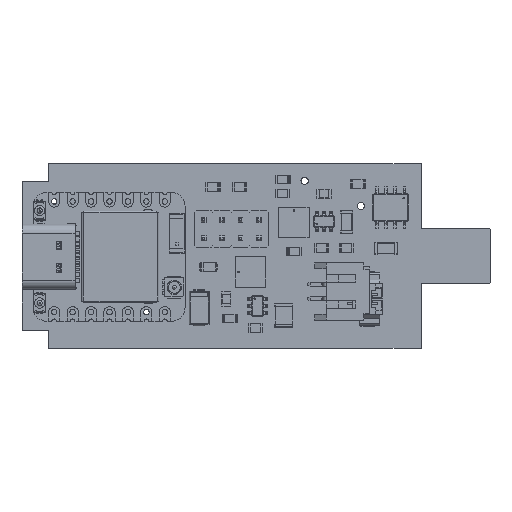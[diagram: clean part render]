
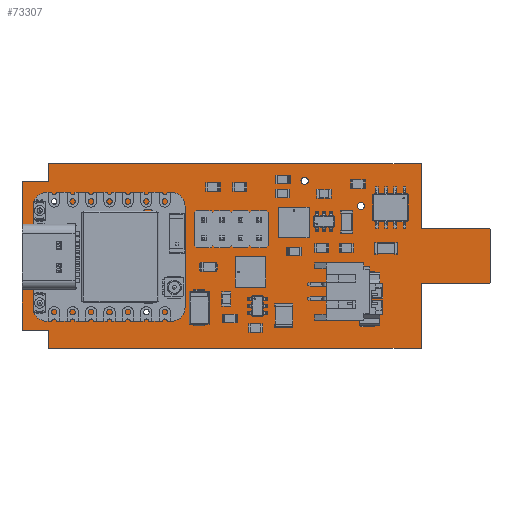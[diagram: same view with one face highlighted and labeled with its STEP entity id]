
A CAD part, top view. The second image highlights one B-rep face of the part: STEP entity #73307.
In plain terms, the highlighted planar face has unit normal (0, 0, 1).
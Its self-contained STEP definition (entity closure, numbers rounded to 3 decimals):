
#72972 = VERTEX_POINT('',#72973);
#72973 = CARTESIAN_POINT('',(124.825,-67.45,0.91));
#72979 = EDGE_CURVE('',#72972,#72980,#72982,.T.);
#72980 = VERTEX_POINT('',#72981);
#72981 = CARTESIAN_POINT('',(134.225,-67.45,0.91));
#72982 = LINE('',#72983,#72984);
#72983 = CARTESIAN_POINT('',(124.825,-67.45,0.91));
#72984 = VECTOR('',#72985,1.);
#72985 = DIRECTION('',(1.,0.,0.));
#73012 = VERTEX_POINT('',#73013);
#73013 = CARTESIAN_POINT('',(124.825,-58.55,0.91));
#73019 = EDGE_CURVE('',#73012,#72972,#73020,.T.);
#73020 = LINE('',#73021,#73022);
#73021 = CARTESIAN_POINT('',(124.825,-58.55,0.91));
#73022 = VECTOR('',#73023,1.);
#73023 = DIRECTION('',(0.,-1.,0.));
#73041 = EDGE_CURVE('',#72980,#73042,#73044,.T.);
#73042 = VERTEX_POINT('',#73043);
#73043 = CARTESIAN_POINT('',(134.325,-67.55,0.91));
#73044 = LINE('',#73045,#73046);
#73045 = CARTESIAN_POINT('',(134.225,-67.45,0.91));
#73046 = VECTOR('',#73047,1.);
#73047 = DIRECTION('',(0.707,-0.707,0.));
#73307 = ADVANCED_FACE('',(#73308,#73399,#73410,#73421,#73432,#73443,
    #73454,#73465,#73476,#73487,#73498,#73509,#73520,#73531),#73542,.T.
  );
#73308 = FACE_BOUND('',#73309,.T.);
#73309 = EDGE_LOOP('',(#73310,#73311,#73312,#73320,#73328,#73336,#73344,
    #73352,#73360,#73368,#73376,#73384,#73392,#73398));
#73310 = ORIENTED_EDGE('',*,*,#72979,.F.);
#73311 = ORIENTED_EDGE('',*,*,#73019,.F.);
#73312 = ORIENTED_EDGE('',*,*,#73313,.F.);
#73313 = EDGE_CURVE('',#73314,#73012,#73316,.T.);
#73314 = VERTEX_POINT('',#73315);
#73315 = CARTESIAN_POINT('',(73.425,-58.55,0.91));
#73316 = LINE('',#73317,#73318);
#73317 = CARTESIAN_POINT('',(73.425,-58.55,0.91));
#73318 = VECTOR('',#73319,1.);
#73319 = DIRECTION('',(1.,0.,0.));
#73320 = ORIENTED_EDGE('',*,*,#73321,.F.);
#73321 = EDGE_CURVE('',#73322,#73314,#73324,.T.);
#73322 = VERTEX_POINT('',#73323);
#73323 = CARTESIAN_POINT('',(73.425,-61.05,0.91));
#73324 = LINE('',#73325,#73326);
#73325 = CARTESIAN_POINT('',(73.425,-61.05,0.91));
#73326 = VECTOR('',#73327,1.);
#73327 = DIRECTION('',(0.,1.,0.));
#73328 = ORIENTED_EDGE('',*,*,#73329,.F.);
#73329 = EDGE_CURVE('',#73330,#73322,#73332,.T.);
#73330 = VERTEX_POINT('',#73331);
#73331 = CARTESIAN_POINT('',(69.825,-61.05,0.91));
#73332 = LINE('',#73333,#73334);
#73333 = CARTESIAN_POINT('',(69.825,-61.05,0.91));
#73334 = VECTOR('',#73335,1.);
#73335 = DIRECTION('',(1.,0.,0.));
#73336 = ORIENTED_EDGE('',*,*,#73337,.F.);
#73337 = EDGE_CURVE('',#73338,#73330,#73340,.T.);
#73338 = VERTEX_POINT('',#73339);
#73339 = CARTESIAN_POINT('',(69.825,-81.45,0.91));
#73340 = LINE('',#73341,#73342);
#73341 = CARTESIAN_POINT('',(69.825,-81.45,0.91));
#73342 = VECTOR('',#73343,1.);
#73343 = DIRECTION('',(0.,1.,0.));
#73344 = ORIENTED_EDGE('',*,*,#73345,.F.);
#73345 = EDGE_CURVE('',#73346,#73338,#73348,.T.);
#73346 = VERTEX_POINT('',#73347);
#73347 = CARTESIAN_POINT('',(73.425,-81.45,0.91));
#73348 = LINE('',#73349,#73350);
#73349 = CARTESIAN_POINT('',(73.425,-81.45,0.91));
#73350 = VECTOR('',#73351,1.);
#73351 = DIRECTION('',(-1.,0.,0.));
#73352 = ORIENTED_EDGE('',*,*,#73353,.F.);
#73353 = EDGE_CURVE('',#73354,#73346,#73356,.T.);
#73354 = VERTEX_POINT('',#73355);
#73355 = CARTESIAN_POINT('',(73.425,-83.95,0.91));
#73356 = LINE('',#73357,#73358);
#73357 = CARTESIAN_POINT('',(73.425,-83.95,0.91));
#73358 = VECTOR('',#73359,1.);
#73359 = DIRECTION('',(0.,1.,0.));
#73360 = ORIENTED_EDGE('',*,*,#73361,.F.);
#73361 = EDGE_CURVE('',#73362,#73354,#73364,.T.);
#73362 = VERTEX_POINT('',#73363);
#73363 = CARTESIAN_POINT('',(124.825,-83.95,0.91));
#73364 = LINE('',#73365,#73366);
#73365 = CARTESIAN_POINT('',(124.825,-83.95,0.91));
#73366 = VECTOR('',#73367,1.);
#73367 = DIRECTION('',(-1.,0.,0.));
#73368 = ORIENTED_EDGE('',*,*,#73369,.F.);
#73369 = EDGE_CURVE('',#73370,#73362,#73372,.T.);
#73370 = VERTEX_POINT('',#73371);
#73371 = CARTESIAN_POINT('',(124.825,-75.05,0.91));
#73372 = LINE('',#73373,#73374);
#73373 = CARTESIAN_POINT('',(124.825,-75.05,0.91));
#73374 = VECTOR('',#73375,1.);
#73375 = DIRECTION('',(0.,-1.,0.));
#73376 = ORIENTED_EDGE('',*,*,#73377,.F.);
#73377 = EDGE_CURVE('',#73378,#73370,#73380,.T.);
#73378 = VERTEX_POINT('',#73379);
#73379 = CARTESIAN_POINT('',(134.225,-75.05,0.91));
#73380 = LINE('',#73381,#73382);
#73381 = CARTESIAN_POINT('',(134.225,-75.05,0.91));
#73382 = VECTOR('',#73383,1.);
#73383 = DIRECTION('',(-1.,0.,0.));
#73384 = ORIENTED_EDGE('',*,*,#73385,.F.);
#73385 = EDGE_CURVE('',#73386,#73378,#73388,.T.);
#73386 = VERTEX_POINT('',#73387);
#73387 = CARTESIAN_POINT('',(134.325,-74.95,0.91));
#73388 = LINE('',#73389,#73390);
#73389 = CARTESIAN_POINT('',(134.325,-74.95,0.91));
#73390 = VECTOR('',#73391,1.);
#73391 = DIRECTION('',(-0.707,-0.707,0.));
#73392 = ORIENTED_EDGE('',*,*,#73393,.F.);
#73393 = EDGE_CURVE('',#73042,#73386,#73394,.T.);
#73394 = LINE('',#73395,#73396);
#73395 = CARTESIAN_POINT('',(134.325,-67.55,0.91));
#73396 = VECTOR('',#73397,1.);
#73397 = DIRECTION('',(0.,-1.,0.));
#73398 = ORIENTED_EDGE('',*,*,#73041,.F.);
#73399 = FACE_BOUND('',#73400,.T.);
#73400 = EDGE_LOOP('',(#73401));
#73401 = ORIENTED_EDGE('',*,*,#73402,.T.);
#73402 = EDGE_CURVE('',#73403,#73403,#73405,.T.);
#73403 = VERTEX_POINT('',#73404);
#73404 = CARTESIAN_POINT('',(86.983,-79.32,0.91));
#73405 = CIRCLE('',#73406,0.5);
#73406 = AXIS2_PLACEMENT_3D('',#73407,#73408,#73409);
#73407 = CARTESIAN_POINT('',(86.983,-78.82,0.91));
#73408 = DIRECTION('',(-0.,0.,-1.));
#73409 = DIRECTION('',(-0.,-1.,0.));
#73410 = FACE_BOUND('',#73411,.T.);
#73411 = EDGE_LOOP('',(#73412));
#73412 = ORIENTED_EDGE('',*,*,#73413,.T.);
#73413 = EDGE_CURVE('',#73414,#73414,#73416,.T.);
#73414 = VERTEX_POINT('',#73415);
#73415 = CARTESIAN_POINT('',(94.865,-69.315,0.91));
#73416 = CIRCLE('',#73417,0.5);
#73417 = AXIS2_PLACEMENT_3D('',#73418,#73419,#73420);
#73418 = CARTESIAN_POINT('',(94.865,-68.815,0.91));
#73419 = DIRECTION('',(-0.,0.,-1.));
#73420 = DIRECTION('',(-0.,-1.,0.));
#73421 = FACE_BOUND('',#73422,.T.);
#73422 = EDGE_LOOP('',(#73423));
#73423 = ORIENTED_EDGE('',*,*,#73424,.T.);
#73424 = EDGE_CURVE('',#73425,#73425,#73427,.T.);
#73425 = VERTEX_POINT('',#73426);
#73426 = CARTESIAN_POINT('',(97.405,-69.315,0.91));
#73427 = CIRCLE('',#73428,0.5);
#73428 = AXIS2_PLACEMENT_3D('',#73429,#73430,#73431);
#73429 = CARTESIAN_POINT('',(97.405,-68.815,0.91));
#73430 = DIRECTION('',(-0.,0.,-1.));
#73431 = DIRECTION('',(-0.,-1.,0.));
#73432 = FACE_BOUND('',#73433,.T.);
#73433 = EDGE_LOOP('',(#73434));
#73434 = ORIENTED_EDGE('',*,*,#73435,.T.);
#73435 = EDGE_CURVE('',#73436,#73436,#73438,.T.);
#73436 = VERTEX_POINT('',#73437);
#73437 = CARTESIAN_POINT('',(94.865,-66.775,0.91));
#73438 = CIRCLE('',#73439,0.5);
#73439 = AXIS2_PLACEMENT_3D('',#73440,#73441,#73442);
#73440 = CARTESIAN_POINT('',(94.865,-66.275,0.91));
#73441 = DIRECTION('',(-0.,0.,-1.));
#73442 = DIRECTION('',(-0.,-1.,0.));
#73443 = FACE_BOUND('',#73444,.T.);
#73444 = EDGE_LOOP('',(#73445));
#73445 = ORIENTED_EDGE('',*,*,#73446,.T.);
#73446 = EDGE_CURVE('',#73447,#73447,#73449,.T.);
#73447 = VERTEX_POINT('',#73448);
#73448 = CARTESIAN_POINT('',(97.405,-66.775,0.91));
#73449 = CIRCLE('',#73450,0.5);
#73450 = AXIS2_PLACEMENT_3D('',#73451,#73452,#73453);
#73451 = CARTESIAN_POINT('',(97.405,-66.275,0.91));
#73452 = DIRECTION('',(-0.,0.,-1.));
#73453 = DIRECTION('',(-0.,-1.,0.));
#73454 = FACE_BOUND('',#73455,.T.);
#73455 = EDGE_LOOP('',(#73456));
#73456 = ORIENTED_EDGE('',*,*,#73457,.T.);
#73457 = EDGE_CURVE('',#73458,#73458,#73460,.T.);
#73458 = VERTEX_POINT('',#73459);
#73459 = CARTESIAN_POINT('',(74.283,-64.07,0.91));
#73460 = CIRCLE('',#73461,0.5);
#73461 = AXIS2_PLACEMENT_3D('',#73462,#73463,#73464);
#73462 = CARTESIAN_POINT('',(74.283,-63.57,0.91));
#73463 = DIRECTION('',(-0.,0.,-1.));
#73464 = DIRECTION('',(-0.,-1.,0.));
#73465 = FACE_BOUND('',#73466,.T.);
#73466 = EDGE_LOOP('',(#73467));
#73467 = ORIENTED_EDGE('',*,*,#73468,.T.);
#73468 = EDGE_CURVE('',#73469,#73469,#73471,.T.);
#73469 = VERTEX_POINT('',#73470);
#73470 = CARTESIAN_POINT('',(99.945,-69.315,0.91));
#73471 = CIRCLE('',#73472,0.5);
#73472 = AXIS2_PLACEMENT_3D('',#73473,#73474,#73475);
#73473 = CARTESIAN_POINT('',(99.945,-68.815,0.91));
#73474 = DIRECTION('',(-0.,0.,-1.));
#73475 = DIRECTION('',(-0.,-1.,0.));
#73476 = FACE_BOUND('',#73477,.T.);
#73477 = EDGE_LOOP('',(#73478));
#73478 = ORIENTED_EDGE('',*,*,#73479,.T.);
#73479 = EDGE_CURVE('',#73480,#73480,#73482,.T.);
#73480 = VERTEX_POINT('',#73481);
#73481 = CARTESIAN_POINT('',(102.485,-69.315,0.91));
#73482 = CIRCLE('',#73483,0.5);
#73483 = AXIS2_PLACEMENT_3D('',#73484,#73485,#73486);
#73484 = CARTESIAN_POINT('',(102.485,-68.815,0.91));
#73485 = DIRECTION('',(-0.,0.,-1.));
#73486 = DIRECTION('',(-0.,-1.,0.));
#73487 = FACE_BOUND('',#73488,.T.);
#73488 = EDGE_LOOP('',(#73489));
#73489 = ORIENTED_EDGE('',*,*,#73490,.T.);
#73490 = EDGE_CURVE('',#73491,#73491,#73493,.T.);
#73491 = VERTEX_POINT('',#73492);
#73492 = CARTESIAN_POINT('',(99.945,-66.775,0.91));
#73493 = CIRCLE('',#73494,0.5);
#73494 = AXIS2_PLACEMENT_3D('',#73495,#73496,#73497);
#73495 = CARTESIAN_POINT('',(99.945,-66.275,0.91));
#73496 = DIRECTION('',(-0.,0.,-1.));
#73497 = DIRECTION('',(-0.,-1.,0.));
#73498 = FACE_BOUND('',#73499,.T.);
#73499 = EDGE_LOOP('',(#73500));
#73500 = ORIENTED_EDGE('',*,*,#73501,.T.);
#73501 = EDGE_CURVE('',#73502,#73502,#73504,.T.);
#73502 = VERTEX_POINT('',#73503);
#73503 = CARTESIAN_POINT('',(102.485,-66.775,0.91));
#73504 = CIRCLE('',#73505,0.5);
#73505 = AXIS2_PLACEMENT_3D('',#73506,#73507,#73508);
#73506 = CARTESIAN_POINT('',(102.485,-66.275,0.91));
#73507 = DIRECTION('',(-0.,0.,-1.));
#73508 = DIRECTION('',(-0.,-1.,0.));
#73509 = FACE_BOUND('',#73510,.T.);
#73510 = EDGE_LOOP('',(#73511));
#73511 = ORIENTED_EDGE('',*,*,#73512,.T.);
#73512 = EDGE_CURVE('',#73513,#73513,#73515,.T.);
#73513 = VERTEX_POINT('',#73514);
#73514 = CARTESIAN_POINT('',(108.775,-61.39,0.91));
#73515 = CIRCLE('',#73516,0.5);
#73516 = AXIS2_PLACEMENT_3D('',#73517,#73518,#73519);
#73517 = CARTESIAN_POINT('',(108.775,-60.89,0.91));
#73518 = DIRECTION('',(-0.,0.,-1.));
#73519 = DIRECTION('',(-0.,-1.,0.));
#73520 = FACE_BOUND('',#73521,.T.);
#73521 = EDGE_LOOP('',(#73522));
#73522 = ORIENTED_EDGE('',*,*,#73523,.T.);
#73523 = EDGE_CURVE('',#73524,#73524,#73526,.T.);
#73524 = VERTEX_POINT('',#73525);
#73525 = CARTESIAN_POINT('',(116.525,-64.86,0.91));
#73526 = CIRCLE('',#73527,0.5);
#73527 = AXIS2_PLACEMENT_3D('',#73528,#73529,#73530);
#73528 = CARTESIAN_POINT('',(116.525,-64.36,0.91));
#73529 = DIRECTION('',(-0.,0.,-1.));
#73530 = DIRECTION('',(-0.,-1.,0.));
#73531 = FACE_BOUND('',#73532,.T.);
#73532 = EDGE_LOOP('',(#73533));
#73533 = ORIENTED_EDGE('',*,*,#73534,.T.);
#73534 = EDGE_CURVE('',#73535,#73535,#73537,.T.);
#73535 = VERTEX_POINT('',#73536);
#73536 = CARTESIAN_POINT('',(120.63,-65.48,0.91));
#73537 = CIRCLE('',#73538,0.9);
#73538 = AXIS2_PLACEMENT_3D('',#73539,#73540,#73541);
#73539 = CARTESIAN_POINT('',(120.63,-64.58,0.91));
#73540 = DIRECTION('',(-0.,0.,-1.));
#73541 = DIRECTION('',(-0.,-1.,0.));
#73542 = PLANE('',#73543);
#73543 = AXIS2_PLACEMENT_3D('',#73544,#73545,#73546);
#73544 = CARTESIAN_POINT('',(0.,0.,0.91));
#73545 = DIRECTION('',(0.,0.,1.));
#73546 = DIRECTION('',(1.,0.,-0.));
